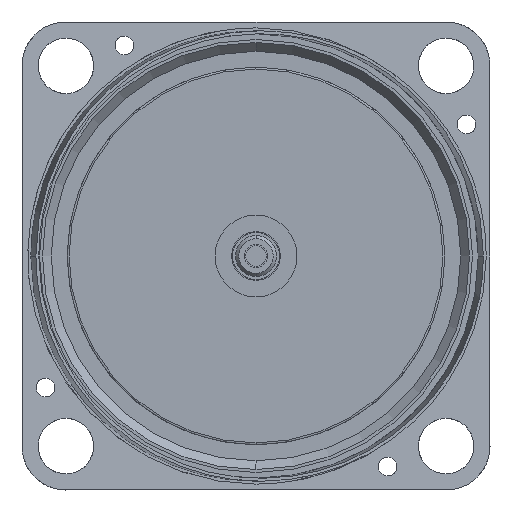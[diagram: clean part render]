
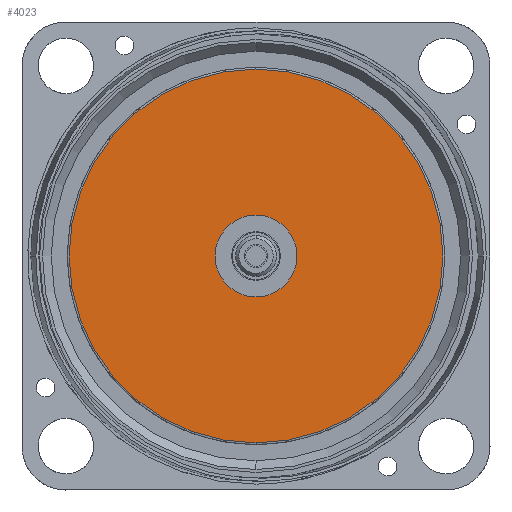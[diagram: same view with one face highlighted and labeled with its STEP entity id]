
A CAD part, front view. The second image highlights one B-rep face of the part: STEP entity #4023.
In plain terms, the highlighted planar face has unit normal (0, -1, 0).
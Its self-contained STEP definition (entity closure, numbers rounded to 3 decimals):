
#2949=CARTESIAN_POINT('',(0.,-1.8,
-31.95));
#2957=CARTESIAN_POINT('',(0.,-1.8,0.));
#2958=DIRECTION('',(0.,1.,0.));
#2959=DIRECTION('',(0.,0.,1.));
#2960=AXIS2_PLACEMENT_3D('',#2957,#2958,#2959);
#2965=CARTESIAN_POINT('',(0.,-1.8,0.));
#2966=DIRECTION('',(0.,1.,0.));
#2967=DIRECTION('',(0.,0.,-1.));
#2968=AXIS2_PLACEMENT_3D('',#2965,#2966,#2967);
#2973=CARTESIAN_POINT('',(0.,-1.8,0.));
#2974=DIRECTION('',(0.,-1.,0.));
#2975=DIRECTION('',(0.,0.,1.));
#2976=AXIS2_PLACEMENT_3D('',#2973,#2974,#2975);
#2981=CARTESIAN_POINT('',(0.,-1.8,0.));
#2982=DIRECTION('',(0.,-1.,0.));
#2983=DIRECTION('',(0.,0.,-1.));
#2984=AXIS2_PLACEMENT_3D('',#2981,#2982,#2983);
#3363=VERTEX_POINT('',#2949);
#3364=CARTESIAN_POINT('',(0.,-1.8,31.949));
#3365=VERTEX_POINT('',#3364);
#3366=CARTESIAN_POINT('',(0.,-1.8,6.998));
#3367=CARTESIAN_POINT('',(0.,-1.8,-6.998));
#3368=VERTEX_POINT('',#3366);
#3369=VERTEX_POINT('',#3367);
#4008=CARTESIAN_POINT('',(0.,-1.8,0.));
#4009=DIRECTION('',(0.,1.,0.));
#4010=DIRECTION('',(-1.,0.,0.));
#4011=AXIS2_PLACEMENT_3D('',#4008,#4009,#4010);
#4012=PLANE('',#4011);
#4013=ORIENTED_EDGE('',*,*,#3982,.T.);
#4014=ORIENTED_EDGE('',*,*,#4002,.T.);
#4015=EDGE_LOOP('',(#4013,#4014));
#4016=FACE_OUTER_BOUND('',#4015,.F.);
#4018=ORIENTED_EDGE('',*,*,#4017,.T.);
#4020=ORIENTED_EDGE('',*,*,#4019,.T.);
#4021=EDGE_LOOP('',(#4018,#4020));
#4022=FACE_BOUND('',#4021,.F.);
#4023=ADVANCED_FACE('',(#4016,#4022),#4012,.F.);
#2961=CIRCLE('',#2960,31.949);
#2969=CIRCLE('',#2968,31.949);
#2977=CIRCLE('',#2976,6.998);
#2985=CIRCLE('',#2984,6.998);
#3982=EDGE_CURVE('',#3365,#3363,#2961,.T.);
#4002=EDGE_CURVE('',#3363,#3365,#2969,.T.);
#4017=EDGE_CURVE('',#3368,#3369,#2977,.T.);
#4019=EDGE_CURVE('',#3369,#3368,#2985,.T.);
